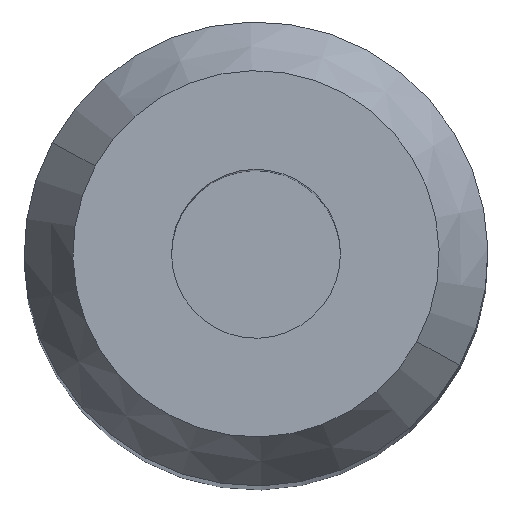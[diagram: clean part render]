
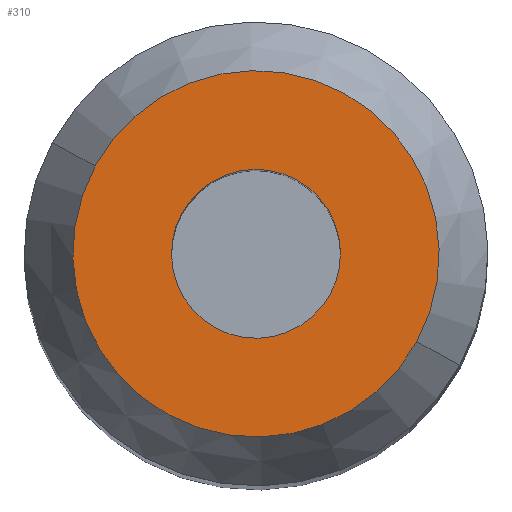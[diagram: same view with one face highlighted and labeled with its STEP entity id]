
A CAD part, top view. The second image highlights one B-rep face of the part: STEP entity #310.
In plain terms, the highlighted planar face has unit normal (0, 0, 1).
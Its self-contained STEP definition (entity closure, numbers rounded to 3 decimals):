
#249=CARTESIAN_POINT('Vertex',(6.582,-3.596,100.)) ;
#252=CARTESIAN_POINT('Axis2P3D Location',(0.,0.,100.)) ;
#256=CARTESIAN_POINT('Vertex',(-6.582,3.596,100.)) ;
#271=CARTESIAN_POINT('Axis2P3D Location',(0.,0.,100.)) ;
#283=CARTESIAN_POINT('Axis2P3D Location',(-7.5,0.,100.)) ;
#292=CARTESIAN_POINT('Axis2P3D Location',(0.,0.,100.)) ;
#296=CARTESIAN_POINT('Vertex',(-3.035,1.658,100.)) ;
#298=CARTESIAN_POINT('Vertex',(3.035,-1.658,100.)) ;
#301=CARTESIAN_POINT('Axis2P3D Location',(0.,0.,100.)) ;
#253=DIRECTION('Axis2P3D Direction',(0.,0.,-1.)) ;
#272=DIRECTION('Axis2P3D Direction',(0.,0.,-1.)) ;
#284=DIRECTION('Axis2P3D Direction',(0.,0.,-1.)) ;
#285=DIRECTION('Axis2P3D XDirection',(1.,0.,0.)) ;
#293=DIRECTION('Axis2P3D Direction',(0.,0.,-1.)) ;
#302=DIRECTION('Axis2P3D Direction',(0.,0.,-1.)) ;
#254=AXIS2_PLACEMENT_3D('Circle Axis2P3D',#252,#253,$) ;
#273=AXIS2_PLACEMENT_3D('Circle Axis2P3D',#271,#272,$) ;
#286=AXIS2_PLACEMENT_3D('Plane Axis2P3D',#283,#284,#285) ;
#294=AXIS2_PLACEMENT_3D('Circle Axis2P3D',#292,#293,$) ;
#303=AXIS2_PLACEMENT_3D('Circle Axis2P3D',#301,#302,$) ;
#289=ORIENTED_EDGE('',*,*,#275,.F.) ;
#290=ORIENTED_EDGE('',*,*,#258,.F.) ;
#307=ORIENTED_EDGE('',*,*,#300,.T.) ;
#308=ORIENTED_EDGE('',*,*,#305,.T.) ;
#309=FACE_BOUND('',#306,.T.) ;
#310=ADVANCED_FACE('PartBody',(#291,#309),#287,.F.) ;
#255=CIRCLE('generated circle',#254,7.5) ;
#274=CIRCLE('generated circle',#273,7.5) ;
#295=CIRCLE('generated circle',#294,3.459) ;
#304=CIRCLE('generated circle',#303,3.459) ;
#258=EDGE_CURVE('',#250,#257,#255,.T.) ;
#275=EDGE_CURVE('',#257,#250,#274,.T.) ;
#300=EDGE_CURVE('',#297,#299,#295,.T.) ;
#305=EDGE_CURVE('',#299,#297,#304,.T.) ;
#288=EDGE_LOOP('',(#289,#290)) ;
#306=EDGE_LOOP('',(#307,#308)) ;
#291=FACE_OUTER_BOUND('',#288,.T.) ;
#287=PLANE('Plane',#286) ;
#250=VERTEX_POINT('',#249) ;
#257=VERTEX_POINT('',#256) ;
#297=VERTEX_POINT('',#296) ;
#299=VERTEX_POINT('',#298) ;
